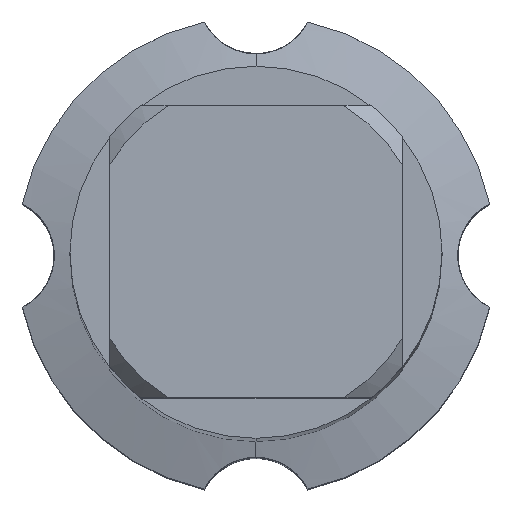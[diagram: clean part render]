
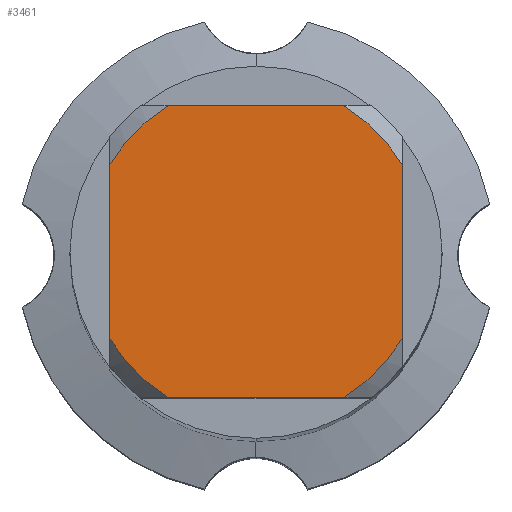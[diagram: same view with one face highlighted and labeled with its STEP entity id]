
A CAD part, top view. The second image highlights one B-rep face of the part: STEP entity #3461.
In plain terms, the highlighted planar face has unit normal (0, 0, 1).
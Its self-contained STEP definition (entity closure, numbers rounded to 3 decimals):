
#2279=VERTEX_POINT('',#6246);
#2543=EDGE_CURVE('',#5419,#2279,#6530,.T.);
#2771=EDGE_CURVE('',#3311,#3317,#6776,.T.);
#3311=VERTEX_POINT('',#7373);
#3317=VERTEX_POINT('',#7379);
#3461=ADVANCED_FACE('',(#7529),#7530,.T.);
#3599=EDGE_CURVE('',#3823,#2279,#7683,.T.);
#3689=EDGE_CURVE('',#3823,#3317,#7778,.T.);
#3823=VERTEX_POINT('',#7924);
#3989=EDGE_CURVE('',#5819,#4229,#8104,.T.);
#4097=EDGE_CURVE('',#5419,#4393,#8224,.T.);
#4229=VERTEX_POINT('',#8365);
#4315=EDGE_CURVE('',#5819,#4393,#8458,.T.);
#4393=VERTEX_POINT('',#8544);
#5419=VERTEX_POINT('',#9656);
#5501=EDGE_CURVE('',#3311,#4229,#9746,.T.);
#5819=VERTEX_POINT('',#10091);
#6246=CARTESIAN_POINT('',(-5.5,-3.273,0.0));
#6530=CIRCLE('',#11449,6.4);
#6776=LINE('',#11975,#11976);
#7373=CARTESIAN_POINT('',(3.273,5.5,0.0));
#7379=CARTESIAN_POINT('',(-3.273,5.5,0.0));
#7529=FACE_OUTER_BOUND('',#13412,.T.);
#7530=PLANE('',#13413);
#7683=LINE('',#13696,#13697);
#7778=CIRCLE('',#13885,6.4);
#7924=CARTESIAN_POINT('',(-5.5,3.273,0.0));
#8104=LINE('',#14477,#14478);
#8224=LINE('',#14753,#14754);
#8365=CARTESIAN_POINT('',(5.5,3.273,0.0));
#8458=CIRCLE('',#15219,6.4);
#8544=CARTESIAN_POINT('',(3.273,-5.5,0.0));
#9656=CARTESIAN_POINT('',(-3.273,-5.5,0.0));
#9746=CIRCLE('',#17971,6.4);
#10091=CARTESIAN_POINT('',(5.5,-3.273,0.0));
#11449=AXIS2_PLACEMENT_3D('',#19459,#19460,#19461);
#11975=CARTESIAN_POINT('',(0.0,5.5,0.0));
#11976=VECTOR('',#19706,1.0);
#13412=EDGE_LOOP('',(#20717,#20718,#20719,#20720,#20721,#20722,#20723,#20724));
#13413=AXIS2_PLACEMENT_3D('',#20725,#20726,#20727);
#13696=CARTESIAN_POINT('',(-5.5,1.6,0.0));
#13697=VECTOR('',#20880,1.0);
#13885=AXIS2_PLACEMENT_3D('',#20956,#20957,#20958);
#14477=CARTESIAN_POINT('',(5.5,1.6,0.0));
#14478=VECTOR('',#21256,1.0);
#14753=CARTESIAN_POINT('',(0.0,-5.5,0.0));
#14754=VECTOR('',#21393,1.0);
#15219=AXIS2_PLACEMENT_3D('',#21607,#21608,#21609);
#17971=AXIS2_PLACEMENT_3D('',#22951,#22952,#22953);
#19459=CARTESIAN_POINT('',(0.0,0.0,0.0));
#19460=DIRECTION('',(0.0,0.0,-1.0));
#19461=DIRECTION('',(0.0,1.0,0.0));
#19706=DIRECTION('',(-1.0,0.0,0.0));
#20717=ORIENTED_EDGE('',*,*,#3599,.T.);
#20718=ORIENTED_EDGE('',*,*,#2543,.F.);
#20719=ORIENTED_EDGE('',*,*,#4097,.T.);
#20720=ORIENTED_EDGE('',*,*,#4315,.F.);
#20721=ORIENTED_EDGE('',*,*,#3989,.T.);
#20722=ORIENTED_EDGE('',*,*,#5501,.F.);
#20723=ORIENTED_EDGE('',*,*,#2771,.T.);
#20724=ORIENTED_EDGE('',*,*,#3689,.F.);
#20725=CARTESIAN_POINT('',(0.0,3.2,0.0));
#20726=DIRECTION('',(-0.0,0.0,1.0));
#20727=DIRECTION('',(0.0,-1.0,0.0));
#20880=DIRECTION('',(-0.0,-1.0,0.0));
#20956=CARTESIAN_POINT('',(0.0,0.0,0.0));
#20957=DIRECTION('',(0.0,0.0,-1.0));
#20958=DIRECTION('',(0.0,1.0,0.0));
#21256=DIRECTION('',(-0.0,1.0,0.0));
#21393=DIRECTION('',(1.0,0.0,0.0));
#21607=CARTESIAN_POINT('',(0.0,0.0,0.0));
#21608=DIRECTION('',(0.0,0.0,-1.0));
#21609=DIRECTION('',(0.0,1.0,0.0));
#22951=CARTESIAN_POINT('',(0.0,0.0,0.0));
#22952=DIRECTION('',(0.0,0.0,-1.0));
#22953=DIRECTION('',(0.0,1.0,0.0));
